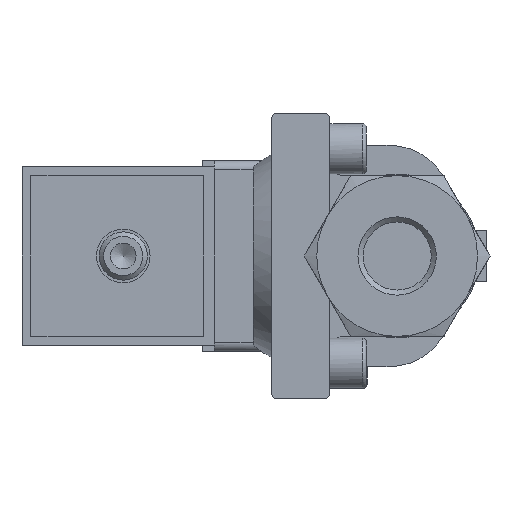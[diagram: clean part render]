
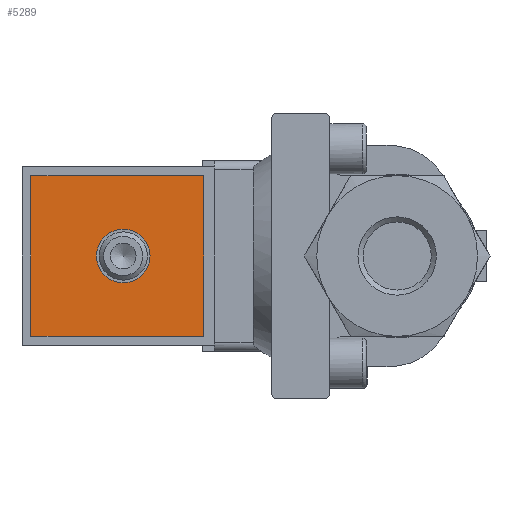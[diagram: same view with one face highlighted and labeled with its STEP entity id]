
A CAD part, left-side view. The second image highlights one B-rep face of the part: STEP entity #5289.
In plain terms, the highlighted planar face has unit normal (-1, 0, 0).
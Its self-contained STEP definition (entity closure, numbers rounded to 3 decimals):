
#110=LINE('',#6977,#430);
#113=LINE('',#6983,#433);
#116=LINE('',#6989,#436);
#119=LINE('',#6994,#439);
#430=VECTOR('',#5932,1000.);
#433=VECTOR('',#5937,1000.);
#436=VECTOR('',#5942,1000.);
#439=VECTOR('',#5947,1000.);
#757=PLANE('',#5537);
#979=ORIENTED_EDGE('',*,*,#2020,.T.);
#980=ORIENTED_EDGE('',*,*,#2035,.F.);
#981=ORIENTED_EDGE('',*,*,#2044,.F.);
#982=ORIENTED_EDGE('',*,*,#2041,.F.);
#983=ORIENTED_EDGE('',*,*,#2038,.F.);
#2020=EDGE_CURVE('',#2561,#2561,#2925,.T.);
#2035=EDGE_CURVE('',#2577,#2578,#110,.T.);
#2038=EDGE_CURVE('',#2578,#2580,#113,.T.);
#2041=EDGE_CURVE('',#2580,#2582,#116,.T.);
#2044=EDGE_CURVE('',#2582,#2577,#119,.T.);
#2561=VERTEX_POINT('',#6933);
#2577=VERTEX_POINT('',#6976);
#2578=VERTEX_POINT('',#6978);
#2580=VERTEX_POINT('',#6984);
#2582=VERTEX_POINT('',#6990);
#2925=CIRCLE('',#5508,4.45);
#3091=EDGE_LOOP('',(#979));
#3092=EDGE_LOOP('',(#980,#981,#982,#983));
#3370=FACE_BOUND('',#3091,.T.);
#3371=FACE_BOUND('',#3092,.T.);
#5289=ADVANCED_FACE('',(#3370,#3371),#757,.F.);
#5508=AXIS2_PLACEMENT_3D('',#6932,#5878,#5879);
#5537=AXIS2_PLACEMENT_3D('',#6995,#5948,#5949);
#5878=DIRECTION('',(1.,0.,0.));
#5879=DIRECTION('',(0.,0.,-1.));
#5932=DIRECTION('',(0.,-1.,0.));
#5937=DIRECTION('',(0.,0.,-1.));
#5942=DIRECTION('',(0.,1.,0.));
#5947=DIRECTION('',(0.,0.,1.));
#5948=DIRECTION('',(1.,0.,0.));
#5949=DIRECTION('',(0.,0.,-1.));
#6932=CARTESIAN_POINT('',(1.4,46.,0.));
#6933=CARTESIAN_POINT('',(1.4,46.,-4.45));
#6976=CARTESIAN_POINT('',(1.4,61.5,13.5));
#6977=CARTESIAN_POINT('',(1.4,61.5,13.5));
#6978=CARTESIAN_POINT('',(1.4,32.5,13.5));
#6983=CARTESIAN_POINT('',(1.4,32.5,13.5));
#6984=CARTESIAN_POINT('',(1.4,32.5,-13.5));
#6989=CARTESIAN_POINT('',(1.4,32.5,-13.5));
#6990=CARTESIAN_POINT('',(1.4,61.5,-13.5));
#6994=CARTESIAN_POINT('',(1.4,61.5,-13.5));
#6995=CARTESIAN_POINT('',(1.4,0.,0.));
